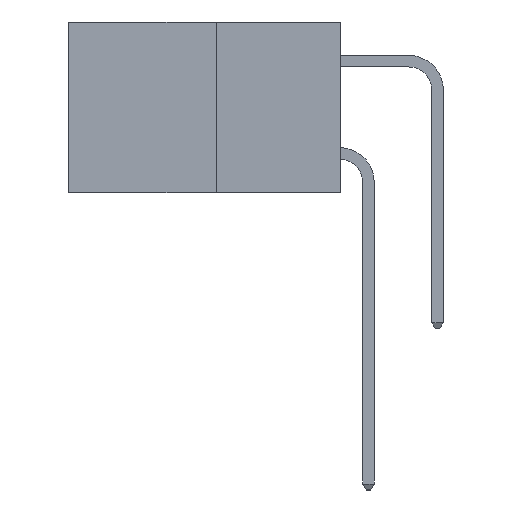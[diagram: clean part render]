
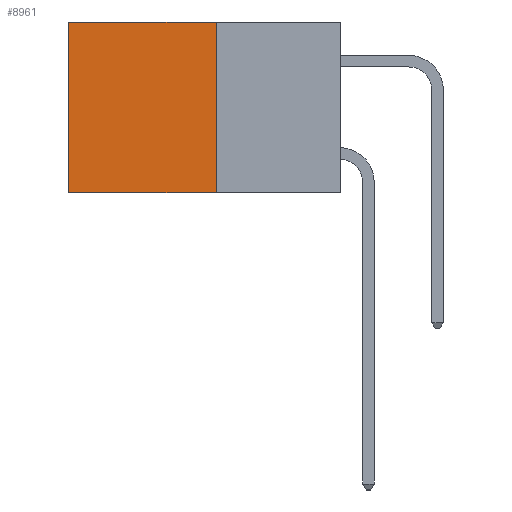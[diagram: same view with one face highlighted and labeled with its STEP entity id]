
A CAD part, left-side view. The second image highlights one B-rep face of the part: STEP entity #8961.
In plain terms, the highlighted planar face has unit normal (-1, 0, 0).
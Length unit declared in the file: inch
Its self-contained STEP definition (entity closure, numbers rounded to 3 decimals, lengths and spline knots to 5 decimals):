
#374 = ORIENTED_EDGE ( 'NONE', *, *, #1430, .F. ) ;
#883 = EDGE_CURVE ( 'NONE', #7823, #3275, #2902, .T. ) ;
#1430 = EDGE_CURVE ( 'NONE', #4114, #7823, #3601, .T. ) ;
#1450 = VECTOR ( 'NONE', #6508, 39.37008 ) ;
#2498 = VECTOR ( 'NONE', #9082, 39.37008 ) ;
#2774 = LINE ( 'NONE', #9503, #2498 ) ;
#2822 = ORIENTED_EDGE ( 'NONE', *, *, #883, .F. ) ;
#2902 = LINE ( 'NONE', #12182, #10347 ) ;
#3064 = CARTESIAN_POINT ( 'NONE',  ( 0.277, 0.59, 0. ) ) ;
#3275 = VERTEX_POINT ( 'NONE', #8088 ) ;
#3327 = DIRECTION ( 'NONE',  ( 0., 0., -1. ) ) ;
#3601 = LINE ( 'NONE', #7746, #1450 ) ;
#3801 = VERTEX_POINT ( 'NONE', #3064 ) ;
#4114 = VERTEX_POINT ( 'NONE', #6355 ) ;
#4116 = DIRECTION ( 'NONE',  ( 0., 0., -1. ) ) ;
#4128 = DIRECTION ( 'NONE',  ( 1., 0., 0. ) ) ;
#4188 = CARTESIAN_POINT ( 'NONE',  ( 0.277, 0.27, -0.37 ) ) ;
#4263 = PLANE ( 'NONE',  #8347 ) ;
#4787 = CARTESIAN_POINT ( 'NONE',  ( 0.277, 0.27, -0.37 ) ) ;
#5102 = EDGE_LOOP ( 'NONE', ( #5993, #2822, #374, #6286 ) ) ;
#5993 = ORIENTED_EDGE ( 'NONE', *, *, #9909, .T. ) ;
#6286 = ORIENTED_EDGE ( 'NONE', *, *, #8351, .T. ) ;
#6355 = CARTESIAN_POINT ( 'NONE',  ( 0.277, 0.27, 0. ) ) ;
#6370 = FACE_OUTER_BOUND ( 'NONE', #5102, .T. ) ;
#6508 = DIRECTION ( 'NONE',  ( 0., 0., -1. ) ) ;
#7746 = CARTESIAN_POINT ( 'NONE',  ( 0.277, 0.27, -0.37 ) ) ;
#7823 = VERTEX_POINT ( 'NONE', #4787 ) ;
#8088 = CARTESIAN_POINT ( 'NONE',  ( 0.277, 0.59, -0.37 ) ) ;
#8347 = AXIS2_PLACEMENT_3D ( 'NONE', #4188, #4128, #4116 ) ;
#8351 = EDGE_CURVE ( 'NONE', #4114, #3801, #2774, .T. ) ;
#8866 = VECTOR ( 'NONE', #3327, 39.37008 ) ;
#8961 = ADVANCED_FACE ( 'NONE', ( #6370 ), #4263, .F. ) ;
#9082 = DIRECTION ( 'NONE',  ( 0., 1., 0. ) ) ;
#9503 = CARTESIAN_POINT ( 'NONE',  ( 0.277, 0.27, 0. ) ) ;
#9909 = EDGE_CURVE ( 'NONE', #3801, #3275, #11316, .T. ) ;
#10166 = CARTESIAN_POINT ( 'NONE',  ( 0.277, 0.59, -0.37 ) ) ;
#10222 = DIRECTION ( 'NONE',  ( 0., 1., 0. ) ) ;
#10347 = VECTOR ( 'NONE', #10222, 39.37008 ) ;
#11316 = LINE ( 'NONE', #10166, #8866 ) ;
#12182 = CARTESIAN_POINT ( 'NONE',  ( 0.277, 0.27, -0.37 ) ) ;
